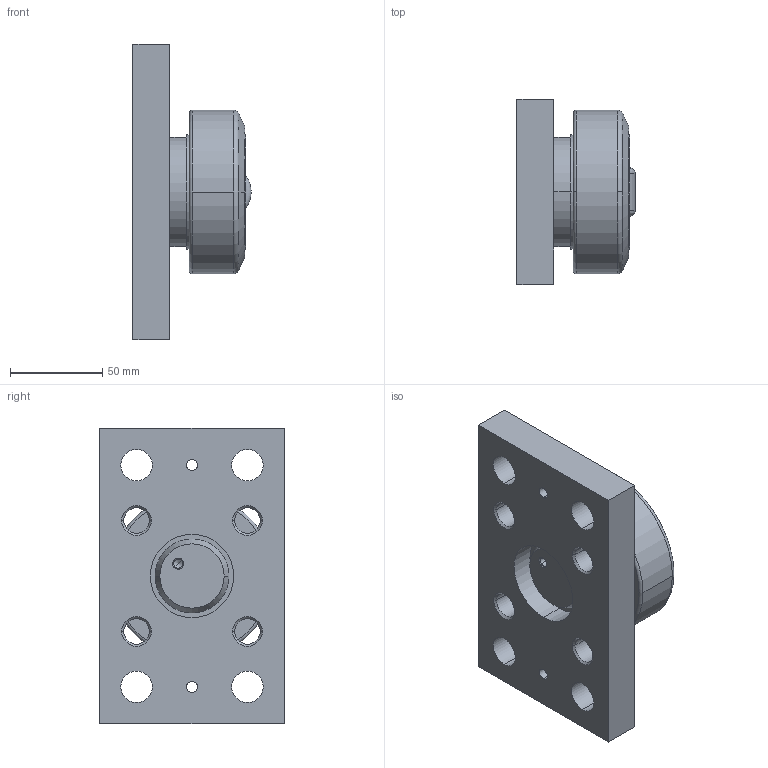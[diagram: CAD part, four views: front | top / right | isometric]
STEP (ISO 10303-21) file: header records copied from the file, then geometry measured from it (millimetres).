
FILE_DESCRIPTION(('STEP AP214'),'1');
FILE_NAME('4_058_ap_3_1.stp','2021-03-31T16:24:08',('TraceParts'),('TraceParts S.A.'),'Spatial InterOp 3D',' ',' ');
FILE_SCHEMA(('AUTOMOTIVE_DESIGN { 1 0 10303 214 1 1 1 1 }'));
Length unit declared in the file: millimetre
Products named in the file (1): 4_058_ap_3_1
Bounding box: 64 x 100 x 160 mm (x, y, z)
Volume: 485071.1 mm3; surface area: 66316.7 mm2
Topology: 1 solids, 1 shells, 93 faces, 224 edges, 140 vertices
Faces by surface type: cylinder 36, cone 26, plane 25, torus 6
Entity records: 2930 total; most frequent: CARTESIAN_POINT 624, DIRECTION 521, ORIENTED_EDGE 444, EDGE_CURVE 222, AXIS2_PLACEMENT_3D 213, VERTEX_POINT 140, EDGE_LOOP 122, CIRCLE 119
